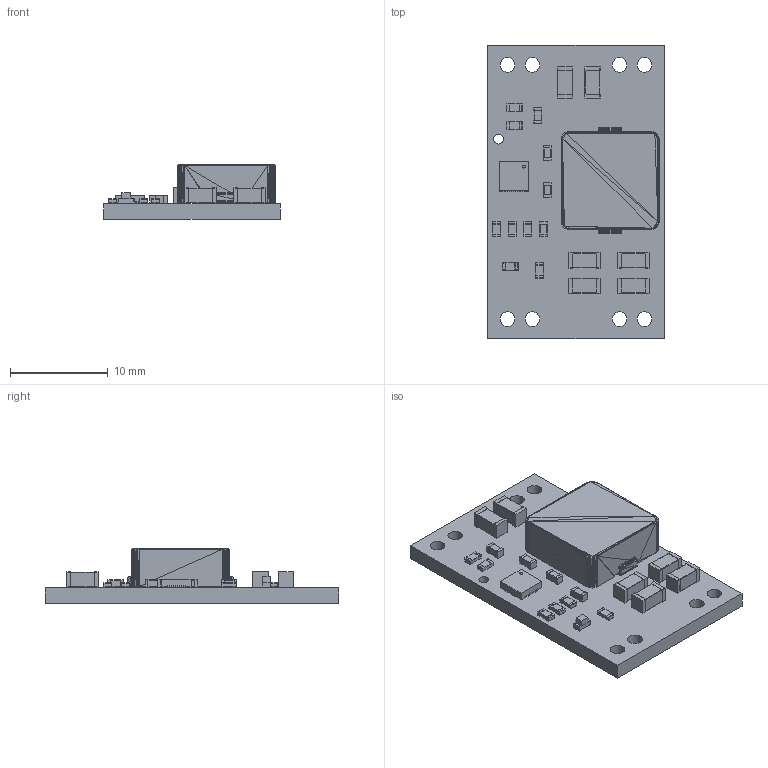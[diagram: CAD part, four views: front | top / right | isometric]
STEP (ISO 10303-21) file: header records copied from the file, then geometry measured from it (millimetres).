
FILE_DESCRIPTION(/* description */ (''),/* implementation_level */ '2;1');
FILE_NAME(/* name */ 'MINI560.step',/* time_stamp */ '2022-11-02T23:25:07+02:00',/* author */ (''),/* organization */ (''),/* preprocessor_version */ 'ST-DEVELOPER v19.2',/* originating_system */ 'Autodesk Translation Framework v11.17.0.187',/* authorisation */ '');
FILE_SCHEMA (('AUTOMOTIVE_DESIGN { 1 0 10303 214 3 1 1 }'));
Length unit declared in the file: millimetre
Products named in the file (16): MINI560; VQFN-20-3x3mm; COMPOUND; LED_0603_1608Metric; SOLID (3); C_1206_3216Metric; SOLID (1); C_0603_1608Metric; SOLID (2); R_0603_1608Metric; SOLID; 10x10mm; SHELL (1); SHELL (2); SHELL; kicad_module_3D_MINI560 PCB
Assembly tree (28 placements, depth 3):
  MINI560
    R_0603_1608Metric  x6
      SOLID
    C_1206_3216Metric  x6
      SOLID (1)
    C_0603_1608Metric  x4
      SOLID (2)
    VQFN-20-3x3mm
      COMPOUND
    LED_0603_1608Metric
      SOLID (3)
    10x10mm
      SHELL (1)
      SHELL (2)
      SHELL
    kicad_module_3D_MINI560 PCB
Bounding box: 18 x 30 x 5.62 mm (x, y, z)
Volume: 1285.7 mm3; surface area: 1917.9 mm2
Topology: 43 solids, 43 shells, 1438 faces, 2923 edges, 1594 vertices
Faces by surface type: plane 1252, cylinder 186
Full cylindrical faces by diameter (mm): 0.3 x1, 1 x1, 1.5 x8
Entity records: 25675 total; most frequent: DIRECTION 4363, CARTESIAN_POINT 4125, ORIENTED_EDGE 4014, EDGE_CURVE 2007, LINE 1907, VECTOR 1907, AXIS2_PLACEMENT_3D 1228, EDGE_LOOP 1109
